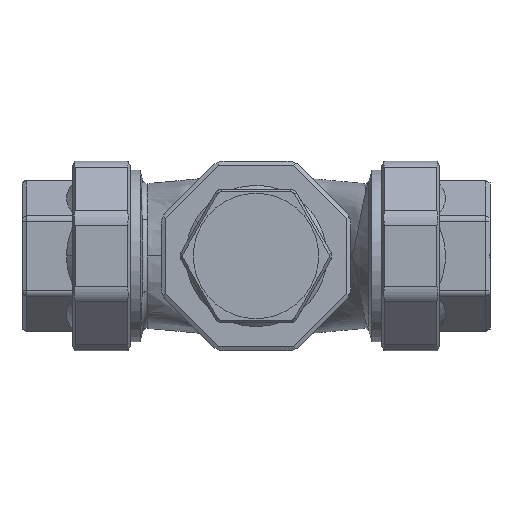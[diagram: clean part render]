
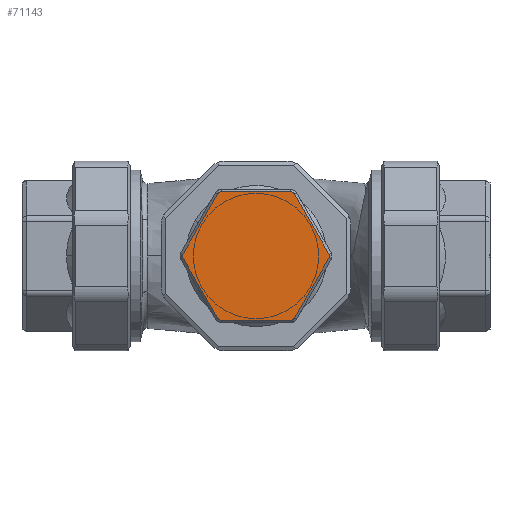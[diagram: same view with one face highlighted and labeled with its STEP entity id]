
A CAD part, front view. The second image highlights one B-rep face of the part: STEP entity #71143.
In plain terms, the highlighted planar face has unit normal (0, -1, 0).
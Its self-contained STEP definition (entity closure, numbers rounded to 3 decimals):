
#3540 = VERTEX_POINT ( 'NONE', #57385 ) ;
#3779 = VERTEX_POINT ( 'NONE', #57621 ) ;
#3949 = VERTEX_POINT ( 'NONE', #110230 ) ;
#3991 = VERTEX_POINT ( 'NONE', #110251 ) ;
#4009 = VERTEX_POINT ( 'NONE', #110260 ) ;
#4023 = VERTEX_POINT ( 'NONE', #110267 ) ;
#17763 = AXIS2_PLACEMENT_3D ( 'NONE', #55104, #55106, #55108 ) ;
#17772 = AXIS2_PLACEMENT_3D ( 'NONE', #55089, #55091, #55093 ) ;
#17863 = CIRCLE ( 'NONE', #18391, 1.851 ) ;
#17949 = VECTOR ( 'NONE', #55096, 1000. ) ;
#17957 = CIRCLE ( 'NONE', #18473, 1.851 ) ;
#18068 = CIRCLE ( 'NONE', #17763, 1.851 ) ;
#18087 = AXIS2_PLACEMENT_3D ( 'NONE', #55044, #55046, #55048 ) ;
#18121 = VECTOR ( 'NONE', #55081, 1000. ) ;
#18297 = CIRCLE ( 'NONE', #18087, 1.851 ) ;
#18341 = CIRCLE ( 'NONE', #18637, 1.851 ) ;
#18368 = CIRCLE ( 'NONE', #17772, 1.851 ) ;
#18391 = AXIS2_PLACEMENT_3D ( 'NONE', #55074, #55076, #55078 ) ;
#18394 = VECTOR ( 'NONE', #55066, 1000. ) ;
#18407 = VECTOR ( 'NONE', #55111, 1000. ) ;
#18470 = VECTOR ( 'NONE', #55051, 1000. ) ;
#18473 = AXIS2_PLACEMENT_3D ( 'NONE', #55119, #55121, #55123 ) ;
#18546 = VECTOR ( 'NONE', #55126, 1000. ) ;
#18637 = AXIS2_PLACEMENT_3D ( 'NONE', #55059, #55061, #55063 ) ;
#40057 = ORIENTED_EDGE ( 'NONE', *, *, #128741, .T. ) ;
#40058 = ORIENTED_EDGE ( 'NONE', *, *, #128727, .T. ) ;
#40059 = ORIENTED_EDGE ( 'NONE', *, *, #128730, .T. ) ;
#40060 = ORIENTED_EDGE ( 'NONE', *, *, #128734, .T. ) ;
#40061 = ORIENTED_EDGE ( 'NONE', *, *, #128732, .T. ) ;
#40062 = ORIENTED_EDGE ( 'NONE', *, *, #128737, .T. ) ;
#40064 = ORIENTED_EDGE ( 'NONE', *, *, #128748, .T. ) ;
#40073 = ORIENTED_EDGE ( 'NONE', *, *, #128723, .T. ) ;
#40079 = ORIENTED_EDGE ( 'NONE', *, *, #128744, .T. ) ;
#40081 = ORIENTED_EDGE ( 'NONE', *, *, #128746, .T. ) ;
#40082 = ORIENTED_EDGE ( 'NONE', *, *, #128739, .T. ) ;
#40084 = ORIENTED_EDGE ( 'NONE', *, *, #128725, .T. ) ;
#46067 = AXIS2_PLACEMENT_3D ( 'NONE', #109380, #109391, #109392 ) ;
#48875 = CARTESIAN_POINT ( 'NONE',  ( 18.17, -101.263, -29.621 ) ) ;
#48995 = CARTESIAN_POINT ( 'NONE',  ( -18.17, -101.263, 29.621 ) ) ;
#49025 = CARTESIAN_POINT ( 'NONE',  ( 16.567, -101.263, -30.547 ) ) ;
#49293 = CARTESIAN_POINT ( 'NONE',  ( -34.738, -101.263, 0.925 ) ) ;
#52227 = VERTEX_POINT ( 'NONE', #62727 ) ;
#52261 = VERTEX_POINT ( 'NONE', #62826 ) ;
#52273 = VERTEX_POINT ( 'NONE', #48875 ) ;
#52333 = VERTEX_POINT ( 'NONE', #48995 ) ;
#52348 = VERTEX_POINT ( 'NONE', #49025 ) ;
#52448 = VERTEX_POINT ( 'NONE', #49293 ) ;
#54959 = CARTESIAN_POINT ( 'NONE',  ( -34.738, -101.263, 0.925 ) ) ;
#54991 = LINE ( 'NONE', #55040, #18394 ) ;
#55040 = CARTESIAN_POINT ( 'NONE',  ( -18.17, -101.263, -29.621 ) ) ;
#55042 = LINE ( 'NONE', #54959, #18470 ) ;
#55044 = CARTESIAN_POINT ( 'NONE',  ( -16.568, -101.263, 28.696 ) ) ;
#55046 = DIRECTION ( 'NONE',  ( 0., -1., 0. ) ) ;
#55048 = DIRECTION ( 'NONE',  ( -0.866, 0., 0.5 ) ) ;
#55051 = DIRECTION ( 'NONE',  ( -0.5, 0., -0.866 ) ) ;
#55054 = LINE ( 'NONE', #55057, #18121 ) ;
#55057 = CARTESIAN_POINT ( 'NONE',  ( 16.567, -101.263, -30.547 ) ) ;
#55059 = CARTESIAN_POINT ( 'NONE',  ( -33.135, -101.263, 0. ) ) ;
#55061 = DIRECTION ( 'NONE',  ( 0., -1., 0. ) ) ;
#55063 = DIRECTION ( 'NONE',  ( -0.866, 0., 0.5 ) ) ;
#55066 = DIRECTION ( 'NONE',  ( 0.5, 0., -0.866 ) ) ;
#55069 = LINE ( 'NONE', #55072, #17949 ) ;
#55072 = CARTESIAN_POINT ( 'NONE',  ( 34.738, -101.263, -0.926 ) ) ;
#55074 = CARTESIAN_POINT ( 'NONE',  ( -16.568, -101.263, -28.696 ) ) ;
#55076 = DIRECTION ( 'NONE',  ( 0., -1., 0. ) ) ;
#55078 = DIRECTION ( 'NONE',  ( -0.866, 0., 0.5 ) ) ;
#55081 = DIRECTION ( 'NONE',  ( 1., 0., 0. ) ) ;
#55084 = LINE ( 'NONE', #55087, #18407 ) ;
#55087 = CARTESIAN_POINT ( 'NONE',  ( 18.17, -101.263, 29.621 ) ) ;
#55089 = CARTESIAN_POINT ( 'NONE',  ( 16.567, -101.263, -28.696 ) ) ;
#55091 = DIRECTION ( 'NONE',  ( 0., -1., 0. ) ) ;
#55093 = DIRECTION ( 'NONE',  ( -0.866, 0., 0.5 ) ) ;
#55096 = DIRECTION ( 'NONE',  ( 0.5, 0., 0.866 ) ) ;
#55099 = LINE ( 'NONE', #55102, #18546 ) ;
#55102 = CARTESIAN_POINT ( 'NONE',  ( -16.568, -101.263, 30.546 ) ) ;
#55104 = CARTESIAN_POINT ( 'NONE',  ( 33.135, -101.263, 0. ) ) ;
#55106 = DIRECTION ( 'NONE',  ( 0., -1., 0. ) ) ;
#55108 = DIRECTION ( 'NONE',  ( -0.866, 0., 0.5 ) ) ;
#55111 = DIRECTION ( 'NONE',  ( -0.5, 0., 0.866 ) ) ;
#55119 = CARTESIAN_POINT ( 'NONE',  ( 16.567, -101.263, 28.696 ) ) ;
#55121 = DIRECTION ( 'NONE',  ( 0., -1., 0. ) ) ;
#55123 = DIRECTION ( 'NONE',  ( -0.866, 0., 0.5 ) ) ;
#55126 = DIRECTION ( 'NONE',  ( -1., 0., 0. ) ) ;
#57385 = CARTESIAN_POINT ( 'NONE',  ( 16.567, -101.263, 30.546 ) ) ;
#57621 = CARTESIAN_POINT ( 'NONE',  ( 18.17, -101.263, 29.621 ) ) ;
#62727 = CARTESIAN_POINT ( 'NONE',  ( -18.17, -101.263, -29.621 ) ) ;
#62826 = CARTESIAN_POINT ( 'NONE',  ( 34.738, -101.263, 0.925 ) ) ;
#71143 = ADVANCED_FACE ( 'NONE', ( #109388 ), #109389, .F. ) ;
#97719 = EDGE_LOOP ( 'NONE', ( #40073, #40084, #40058, #40059, #40061, #40060, #40062, #40082, #40057, #40079, #40081, #40064 ) ) ;
#109380 = CARTESIAN_POINT ( 'NONE',  ( 14.207, -101.263, 24.608 ) ) ;
#109388 = FACE_OUTER_BOUND ( 'NONE', #97719, .T. ) ;
#109389 = PLANE ( 'NONE',  #46067 ) ;
#109391 = DIRECTION ( 'NONE',  ( 0., 1., 0. ) ) ;
#109392 = DIRECTION ( 'NONE',  ( -0.866, 0., 0.5 ) ) ;
#110230 = CARTESIAN_POINT ( 'NONE',  ( -34.738, -101.263, -0.926 ) ) ;
#110251 = CARTESIAN_POINT ( 'NONE',  ( 34.738, -101.263, -0.926 ) ) ;
#110260 = CARTESIAN_POINT ( 'NONE',  ( -16.568, -101.263, -30.547 ) ) ;
#110267 = CARTESIAN_POINT ( 'NONE',  ( -16.568, -101.263, 30.546 ) ) ;
#128723 = EDGE_CURVE ( 'NONE', #4023, #52333, #18297, .T. ) ;
#128725 = EDGE_CURVE ( 'NONE', #52333, #52448, #55042, .T. ) ;
#128727 = EDGE_CURVE ( 'NONE', #52448, #3949, #18341, .T. ) ;
#128730 = EDGE_CURVE ( 'NONE', #3949, #52227, #54991, .T. ) ;
#128732 = EDGE_CURVE ( 'NONE', #52227, #4009, #17863, .T. ) ;
#128734 = EDGE_CURVE ( 'NONE', #4009, #52348, #55054, .T. ) ;
#128737 = EDGE_CURVE ( 'NONE', #52348, #52273, #18368, .T. ) ;
#128739 = EDGE_CURVE ( 'NONE', #52273, #3991, #55069, .T. ) ;
#128741 = EDGE_CURVE ( 'NONE', #3991, #52261, #18068, .T. ) ;
#128744 = EDGE_CURVE ( 'NONE', #52261, #3779, #55084, .T. ) ;
#128746 = EDGE_CURVE ( 'NONE', #3779, #3540, #17957, .T. ) ;
#128748 = EDGE_CURVE ( 'NONE', #3540, #4023, #55099, .T. ) ;
